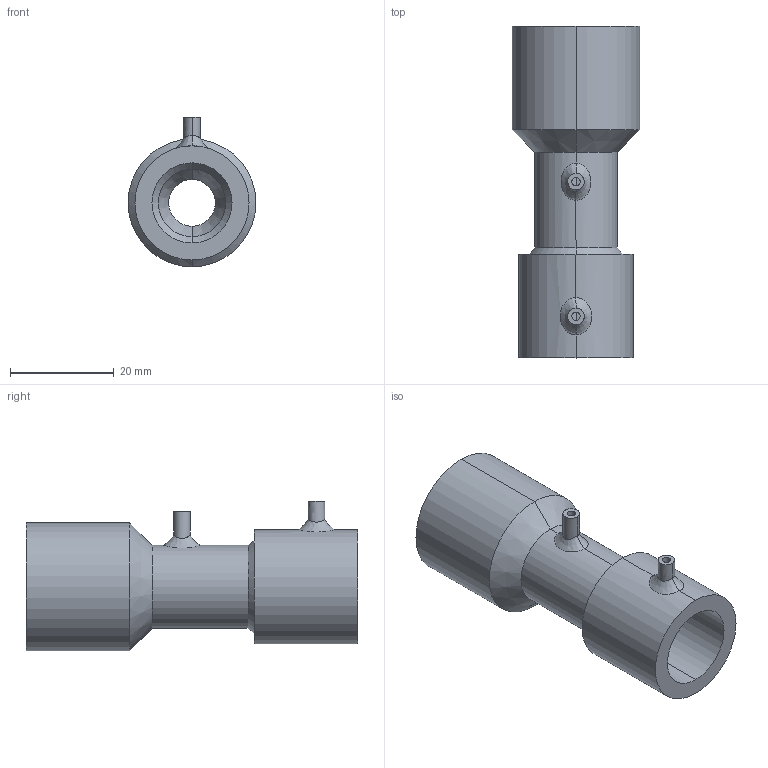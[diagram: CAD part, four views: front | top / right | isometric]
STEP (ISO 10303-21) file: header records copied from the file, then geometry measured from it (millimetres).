
FILE_DESCRIPTION (( 'STEP AP203' ), '1' );
FILE_NAME ('venturi_design_ver004.STEP', '2020-03-21T21:15:29', ( '' ), ( '' ), 'SwSTEP 2.0', 'SolidWorks 2018', '' );
FILE_SCHEMA (( 'CONFIG_CONTROL_DESIGN' ));
Length unit declared in the file: millimetre
Products named in the file (1): venturi_design_ver004
Bounding box: 24.66 x 64 x 28.86 mm (x, y, z)
Volume: 10507.9 mm3; surface area: 9883.1 mm2
Topology: 1 solids, 1 shells, 51 faces, 114 edges, 66 vertices
Faces by surface type: cylinder 22, cone 10, bspline 8, plane 7, torus 4
Entity records: 2982 total; most frequent: CARTESIAN_POINT 1807, ORIENTED_EDGE 228, DIRECTION 228, EDGE_CURVE 114, AXIS2_PLACEMENT_3D 94, VERTEX_POINT 66, EDGE_LOOP 58, FACE_OUTER_BOUND 51
